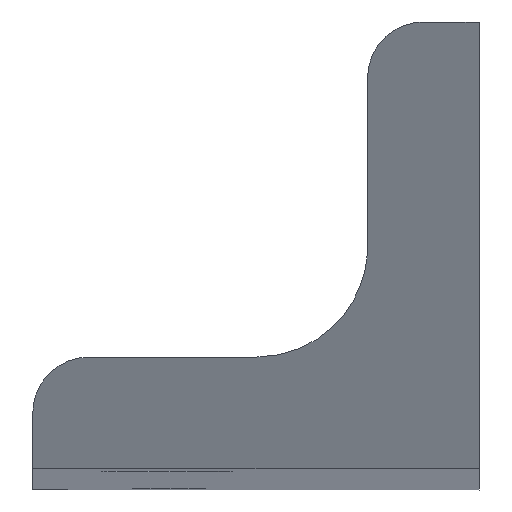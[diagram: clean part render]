
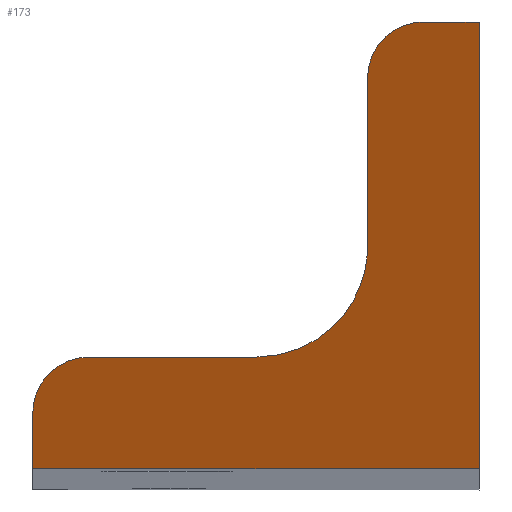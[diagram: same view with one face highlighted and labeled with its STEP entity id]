
A CAD part, top view. The second image highlights one B-rep face of the part: STEP entity #173.
In plain terms, the highlighted planar face has unit normal (-0.5, 0, 0.866).
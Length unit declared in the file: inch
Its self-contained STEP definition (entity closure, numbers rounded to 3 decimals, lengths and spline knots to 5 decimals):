
#15 = VERTEX_POINT ( 'NONE', #275 ) ;
#36 = VERTEX_POINT ( 'NONE', #646 ) ;
#48 = CARTESIAN_POINT ( 'NONE',  ( 0.125, 0.125, 3.465 ) ) ;
#73 = VERTEX_POINT ( 'NONE', #107 ) ;
#85 = EDGE_CURVE ( 'NONE', #453, #36, #279, .T. ) ;
#93 = CARTESIAN_POINT ( 'NONE',  ( -0.125, -0.125, 3.32066 ) ) ;
#98 = CARTESIAN_POINT ( 'NONE',  ( -0.09375, -0.0625, 3.3387 ) ) ;
#105 = CARTESIAN_POINT ( 'NONE',  ( 0.0625, 0.09375, 3.42892 ) ) ;
#107 = CARTESIAN_POINT ( 'NONE',  ( 0.125, -0.125, 3.465 ) ) ;
#110 = EDGE_CURVE ( 'NONE', #73, #428, #264, .T. ) ;
#112 = LINE ( 'NONE', #283, #550 ) ;
#129 = VECTOR ( 'NONE', #327, 39.37008 ) ;
#133 = EDGE_CURVE ( 'NONE', #336, #15, #698, .T. ) ;
#135 = CARTESIAN_POINT ( 'NONE',  ( -0.09375, -0.0625, 3.3387 ) ) ;
#151 = ORIENTED_EDGE ( 'NONE', *, *, #273, .T. ) ;
#164 = DIRECTION ( 'NONE',  ( 0.5, 0., -0.866 ) ) ;
#171 = CARTESIAN_POINT ( 'NONE',  ( 0.07544, 0.125, 3.43639 ) ) ;
#173 = ADVANCED_FACE ( 'NONE', ( #339 ), #505, .F. ) ;
#194 = CARTESIAN_POINT ( 'NONE',  ( 0.0625, 0.09375, 3.42892 ) ) ;
#207 = CARTESIAN_POINT ( 'NONE',  ( 0.0005, -0.0625, 3.39312 ) ) ;
#211 = CARTESIAN_POINT ( 'NONE',  ( -0.125, -0.07544, 3.32066 ) ) ;
#223 = CARTESIAN_POINT ( 'NONE',  ( 0.125, 0.125, 3.465 ) ) ;
#228 = DIRECTION ( 'NONE',  ( -0.866, 0., -0.5 ) ) ;
#229 = ORIENTED_EDGE ( 'NONE', *, *, #639, .F. ) ;
#233 = VECTOR ( 'NONE', #254, 39.37008 ) ;
#244 = AXIS2_PLACEMENT_3D ( 'NONE', #444, #164, #228 ) ;
#254 = DIRECTION ( 'NONE',  ( -0.866, 0., -0.5 ) ) ;
#259 = DIRECTION ( 'NONE',  ( 0., 1., 0. ) ) ;
#262 = CARTESIAN_POINT ( 'NONE',  ( -0.125, -0.125, 3.32066 ) ) ;
#264 = LINE ( 'NONE', #441, #299 ) ;
#273 = EDGE_CURVE ( 'NONE', #73, #681, #112, .T. ) ;
#275 = CARTESIAN_POINT ( 'NONE',  ( 0.09375, 0.125, 3.44696 ) ) ;
#277 = DIRECTION ( 'NONE',  ( 0., 1., 0. ) ) ;
#279 =( BOUNDED_CURVE ( )  B_SPLINE_CURVE ( 3, ( #371, #589, #317, #527 ),
 .UNSPECIFIED., .F., .T. ) 
 B_SPLINE_CURVE_WITH_KNOTS ( ( 4, 4 ),
 ( 1.5708, 3.14159 ),
 .UNSPECIFIED. ) 
 CURVE ( )  GEOMETRIC_REPRESENTATION_ITEM ( )  RATIONAL_B_SPLINE_CURVE ( ( 1., 0.805, 0.805, 1. ) ) 
 REPRESENTATION_ITEM ( '' )  );
#283 = CARTESIAN_POINT ( 'NONE',  ( 0.125, -0.125, 3.465 ) ) ;
#299 = VECTOR ( 'NONE', #701, 39.37008 ) ;
#306 = VERTEX_POINT ( 'NONE', #509 ) ;
#307 =( BOUNDED_CURVE ( )  B_SPLINE_CURVE ( 3, ( #431, #211, #321, #98 ),
 .UNSPECIFIED., .F., .F. ) 
 B_SPLINE_CURVE_WITH_KNOTS ( ( 4, 4 ),
 ( 0., 1.5708 ),
 .UNSPECIFIED. ) 
 CURVE ( )  GEOMETRIC_REPRESENTATION_ITEM ( )  RATIONAL_B_SPLINE_CURVE ( ( 1., 0.805, 0.805, 1. ) ) 
 REPRESENTATION_ITEM ( '' )  );
#315 = ORIENTED_EDGE ( 'NONE', *, *, #586, .F. ) ;
#317 = CARTESIAN_POINT ( 'NONE',  ( 0.0625, -0.03682, 3.42892 ) ) ;
#321 = CARTESIAN_POINT ( 'NONE',  ( -0.11206, -0.0625, 3.32814 ) ) ;
#325 = LINE ( 'NONE', #48, #233 ) ;
#327 = DIRECTION ( 'NONE',  ( 0., 1., 0. ) ) ;
#336 = VERTEX_POINT ( 'NONE', #194 ) ;
#339 = FACE_OUTER_BOUND ( 'NONE', #631, .T. ) ;
#354 = VERTEX_POINT ( 'NONE', #135 ) ;
#371 = CARTESIAN_POINT ( 'NONE',  ( 0.0005, -0.0625, 3.39312 ) ) ;
#377 = ORIENTED_EDGE ( 'NONE', *, *, #133, .F. ) ;
#394 = CARTESIAN_POINT ( 'NONE',  ( 0.0625, 0.11206, 3.42892 ) ) ;
#398 = CARTESIAN_POINT ( 'NONE',  ( 0.09375, 0.125, 3.44696 ) ) ;
#425 = VECTOR ( 'NONE', #606, 39.37008 ) ;
#426 = LINE ( 'NONE', #262, #528 ) ;
#428 = VERTEX_POINT ( 'NONE', #93 ) ;
#431 = CARTESIAN_POINT ( 'NONE',  ( -0.125, -0.09375, 3.32066 ) ) ;
#441 = CARTESIAN_POINT ( 'NONE',  ( 0.125, -0.125, 3.465 ) ) ;
#444 = CARTESIAN_POINT ( 'NONE',  ( 0.125, -0.125, 3.465 ) ) ;
#447 = CARTESIAN_POINT ( 'NONE',  ( 0.11173, -0.0625, 3.45734 ) ) ;
#453 = VERTEX_POINT ( 'NONE', #207 ) ;
#458 = EDGE_CURVE ( 'NONE', #36, #336, #526, .T. ) ;
#469 = EDGE_CURVE ( 'NONE', #681, #15, #325, .T. ) ;
#483 = EDGE_CURVE ( 'NONE', #306, #354, #307, .T. ) ;
#505 = PLANE ( 'NONE',  #244 ) ;
#509 = CARTESIAN_POINT ( 'NONE',  ( -0.125, -0.09375, 3.32066 ) ) ;
#526 = LINE ( 'NONE', #105, #129 ) ;
#527 = CARTESIAN_POINT ( 'NONE',  ( 0.0625, -0.0005, 3.42892 ) ) ;
#528 = VECTOR ( 'NONE', #259, 39.37008 ) ;
#550 = VECTOR ( 'NONE', #277, 39.37008 ) ;
#555 = ORIENTED_EDGE ( 'NONE', *, *, #110, .F. ) ;
#582 = ORIENTED_EDGE ( 'NONE', *, *, #469, .T. ) ;
#586 = EDGE_CURVE ( 'NONE', #428, #306, #426, .T. ) ;
#589 = CARTESIAN_POINT ( 'NONE',  ( 0.03682, -0.0625, 3.41409 ) ) ;
#606 = DIRECTION ( 'NONE',  ( 0.866, 0., 0.5 ) ) ;
#617 = ORIENTED_EDGE ( 'NONE', *, *, #458, .F. ) ;
#631 = EDGE_LOOP ( 'NONE', ( #617, #664, #229, #634, #315, #555, #151, #582, #377 ) ) ;
#634 = ORIENTED_EDGE ( 'NONE', *, *, #483, .F. ) ;
#639 = EDGE_CURVE ( 'NONE', #354, #453, #658, .T. ) ;
#646 = CARTESIAN_POINT ( 'NONE',  ( 0.0625, -0.0005, 3.42892 ) ) ;
#658 = LINE ( 'NONE', #447, #425 ) ;
#663 = CARTESIAN_POINT ( 'NONE',  ( 0.0625, 0.09375, 3.42892 ) ) ;
#664 = ORIENTED_EDGE ( 'NONE', *, *, #85, .F. ) ;
#681 = VERTEX_POINT ( 'NONE', #223 ) ;
#698 =( BOUNDED_CURVE ( )  B_SPLINE_CURVE ( 3, ( #663, #394, #171, #398 ),
 .UNSPECIFIED., .F., .F. ) 
 B_SPLINE_CURVE_WITH_KNOTS ( ( 4, 4 ),
 ( 0., 1.5708 ),
 .UNSPECIFIED. ) 
 CURVE ( )  GEOMETRIC_REPRESENTATION_ITEM ( )  RATIONAL_B_SPLINE_CURVE ( ( 1., 0.805, 0.805, 1. ) ) 
 REPRESENTATION_ITEM ( '' )  );
#701 = DIRECTION ( 'NONE',  ( -0.866, 0., -0.5 ) ) ;
